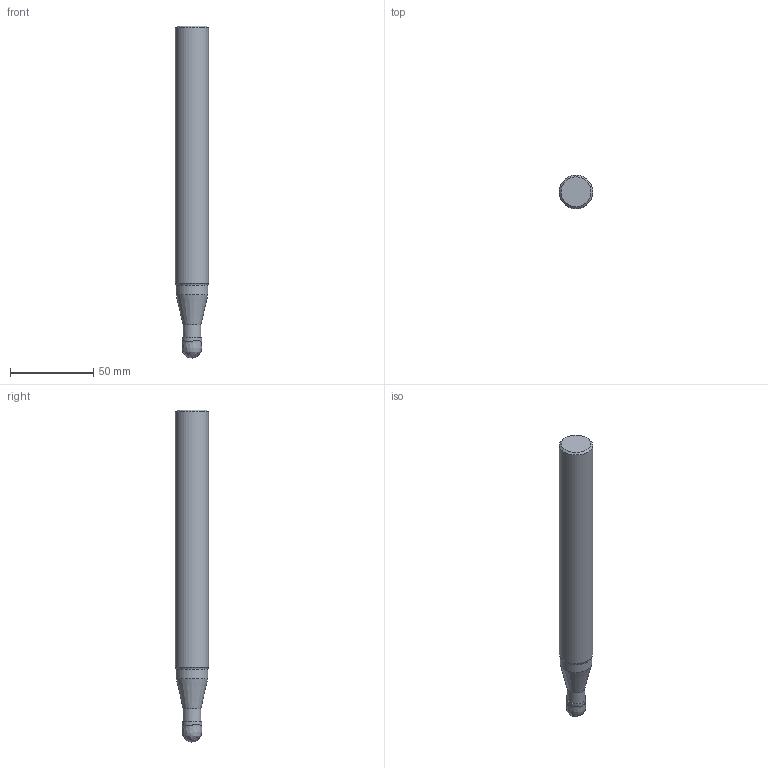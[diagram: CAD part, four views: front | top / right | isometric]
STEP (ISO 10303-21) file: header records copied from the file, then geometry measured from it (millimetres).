
FILE_DESCRIPTION(/* description */ (''),/* implementation_level */ '2;1');
FILE_NAME(/* name */ '1580274017088.stp',/* time_stamp */ '2020-01-29T10:30:30+05:00',/* author */ (''),/* organization */ ('SMS'),/* preprocessor_version */ 'ST-DEVELOPER v16.7',/* originating_system */ 'SIEMENS PLM Software NX 12.0',/* authorisation */ '');
FILE_SCHEMA (('AUTOMOTIVE_DESIGN { 1 0 10303 214 3 1 1 1 }'));
Length unit declared in the file: millimetre
Products named in the file (4): ASSEMBLY_CONSTRUCTION; 202038550mod000_00; 202322633mod000_00; 202322631mod000_00
Assembly tree (3 placements, depth 2):
  202322631mod000_00
    202322633mod000_00
    202038550mod000_00
    ASSEMBLY_CONSTRUCTION
Bounding box: 20.12 x 20.12 x 200 mm (x, y, z)
Volume: 57108.1 mm3; surface area: 12683.8 mm2
Topology: 2 solids, 2 shells, 19 faces, 41 edges, 34 vertices
Faces by surface type: cone 6, bspline 4, cylinder 3, sphere 3, plane 2, torus 1
Full cylindrical faces by diameter (mm): 10.8 x1, 19 x1, 20.125 x1
Entity records: 3058 total; most frequent: CARTESIAN_POINT 2543, DIRECTION 84, AXIS2_PLACEMENT_3D 42, EDGE_LOOP 36, ORIENTED_EDGE 36, FACE_BOUND 34, STYLED_ITEM 22, PRESENTATION_STYLE_ASSIGNMENT 22
